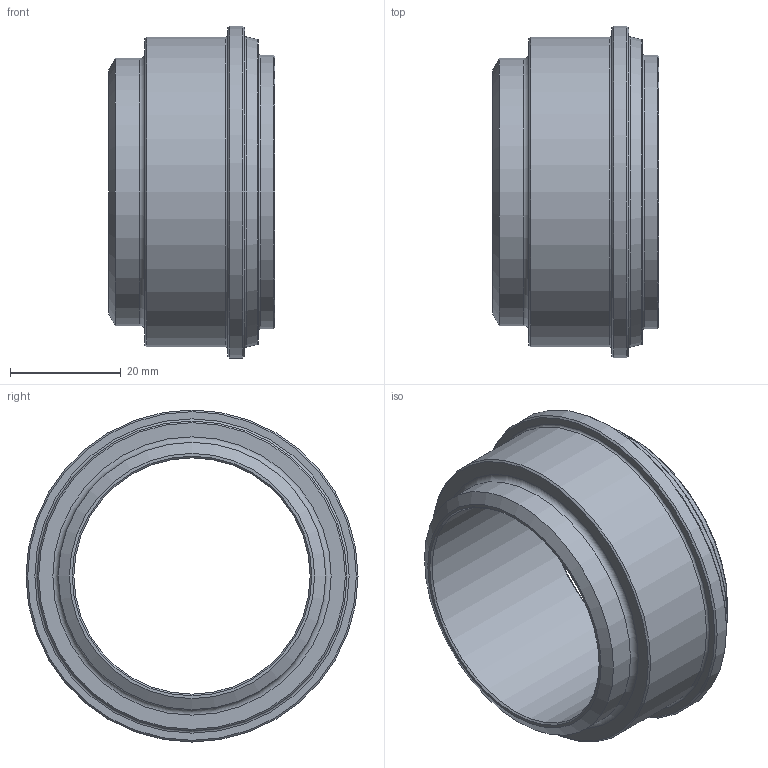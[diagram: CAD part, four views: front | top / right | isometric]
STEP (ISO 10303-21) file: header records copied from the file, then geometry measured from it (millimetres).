
FILE_DESCRIPTION(/* description */ (''),/* implementation_level */ '2;1');
FILE_NAME(/* name */ '3D_R134-SEO-48.3_171018570.stp',/* time_stamp */ '2021-06-29T15:39:54+02:00',/* author */ ('cad'),/* organization */ (''),/* preprocessor_version */ 'ST-DEVELOPER v18.1',/* originating_system */ 'Autodesk Inventor 2022',/* authorisation */ '');
FILE_SCHEMA (('AUTOMOTIVE_DESIGN { 1 0 10303 214 3 1 1 }'));
Length unit declared in the file: millimetre
Products named in the file (1): 3D_R134-SEO-48.3_171018570
Bounding box: 30 x 60 x 60 mm (x, y, z)
Volume: 26057.8 mm3; surface area: 11365.5 mm2
Topology: 1 solids, 1 shells, 24 faces, 53 edges, 35 vertices
Faces by surface type: cone 8, plane 6, torus 5, cylinder 5
Full cylindrical faces by diameter (mm): 42.7 x1, 48.3 x1, 49.5 x1, 56 x1, 60 x1
Entity records: 734 total; most frequent: DIRECTION 143, CARTESIAN_POINT 113, ORIENTED_EDGE 106, AXIS2_PLACEMENT_3D 65, EDGE_CURVE 53, CIRCLE 40, VERTEX_POINT 35, EDGE_LOOP 30
